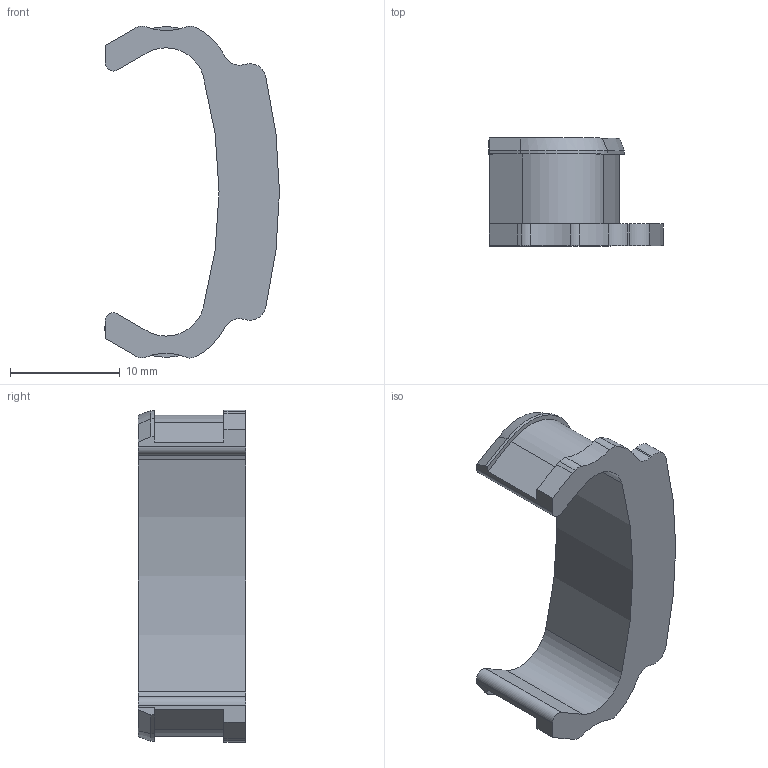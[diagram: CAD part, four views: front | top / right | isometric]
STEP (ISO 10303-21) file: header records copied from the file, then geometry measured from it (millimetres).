
FILE_DESCRIPTION(/* description */ (''),/* implementation_level */ '2;1');
FILE_NAME(/* name */ 'Motor wire clip.step',/* time_stamp */ '2023-10-27T10:40:18-04:00',/* author */ (''),/* organization */ (''),/* preprocessor_version */ 'ST-DEVELOPER v20',/* originating_system */ 'Autodesk Translation Framework v12.14.0.127',/* authorisation */ '');
FILE_SCHEMA (('AUTOMOTIVE_DESIGN { 1 0 10303 214 3 1 1 }'));
Length unit declared in the file: millimetre
Products named in the file (1): Motor wire clip
Bounding box: 15.93 x 9.8 x 30.25 mm (x, y, z)
Volume: 903.6 mm3; surface area: 1310.3 mm2
Topology: 1 solids, 1 shells, 48 faces, 134 edges, 88 vertices
Faces by surface type: cylinder 26, plane 19, bspline 3
Entity records: 1623 total; most frequent: CARTESIAN_POINT 315, DIRECTION 279, ORIENTED_EDGE 268, EDGE_CURVE 134, AXIS2_PLACEMENT_3D 100, VERTEX_POINT 88, LINE 79, VECTOR 79
